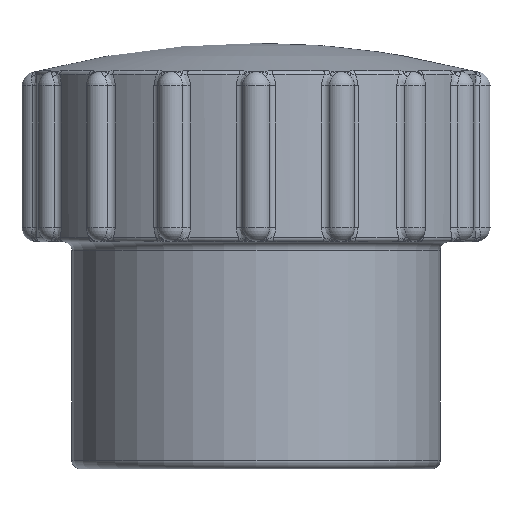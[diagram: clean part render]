
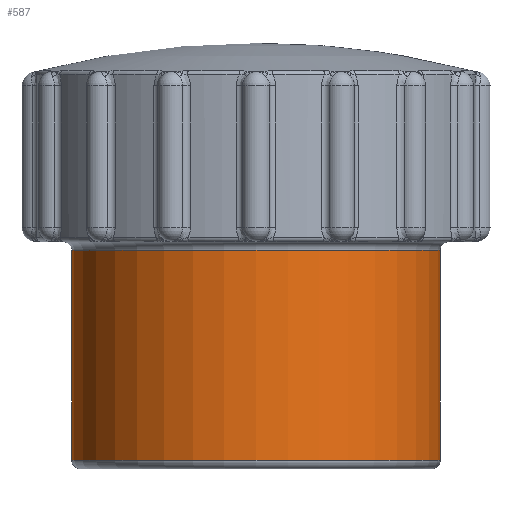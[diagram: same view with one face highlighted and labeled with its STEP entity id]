
A CAD part, front view. The second image highlights one B-rep face of the part: STEP entity #587.
In plain terms, the highlighted cylindrical face has radius 6.5 mm (diameter 13 mm), a full revolution.
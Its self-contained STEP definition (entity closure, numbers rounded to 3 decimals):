
#587 = ADVANCED_FACE( '', ( #1548, #1549 ), #1550, .T. );
#1548 = FACE_OUTER_BOUND( '', #4614, .T. );
#1549 = FACE_OUTER_BOUND( '', #4615, .T. );
#1550 = CYLINDRICAL_SURFACE( '', #4616, 6.5 );
#4614 = EDGE_LOOP( '', ( #20926 ) );
#4615 = EDGE_LOOP( '', ( #20927 ) );
#4616 = AXIS2_PLACEMENT_3D( '', #20928, #20929, #20930 );
#20926 = ORIENTED_EDGE( '', *, *, #23668, .T. );
#20927 = ORIENTED_EDGE( '', *, *, #23660, .T. );
#20928 = CARTESIAN_POINT( '', ( 0., 0., 57.15 ) );
#20929 = DIRECTION( '', ( 0., 0., -1. ) );
#20930 = DIRECTION( '', ( 1., 0., 0. ) );
#23660 = EDGE_CURVE( '', #25391, #25391, #25392, .F. );
#23668 = EDGE_CURVE( '', #25405, #25405, #25406, .T. );
#25391 = VERTEX_POINT( '', #29280 );
#25392 = CIRCLE( '', #29281, 6.5 );
#25405 = VERTEX_POINT( '', #29296 );
#25406 = CIRCLE( '', #29297, 6.5 );
#29280 = CARTESIAN_POINT( '', ( 6.5, 0., 7.7 ) );
#29281 = AXIS2_PLACEMENT_3D( '', #36336, #36337, #36338 );
#29296 = CARTESIAN_POINT( '', ( 6.5, 0., 0.3 ) );
#29297 = AXIS2_PLACEMENT_3D( '', #36350, #36351, #36352 );
#36336 = CARTESIAN_POINT( '', ( 0., 0., 7.7 ) );
#36337 = DIRECTION( '', ( 0., 0., 1. ) );
#36338 = DIRECTION( '', ( 1., 0., 0. ) );
#36350 = CARTESIAN_POINT( '', ( 0., 0., 0.3 ) );
#36351 = DIRECTION( '', ( 0., 0., 1. ) );
#36352 = DIRECTION( '', ( 1., 0., 0. ) );
